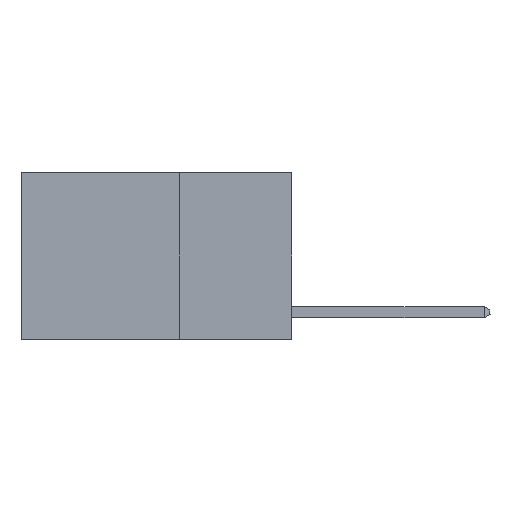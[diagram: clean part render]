
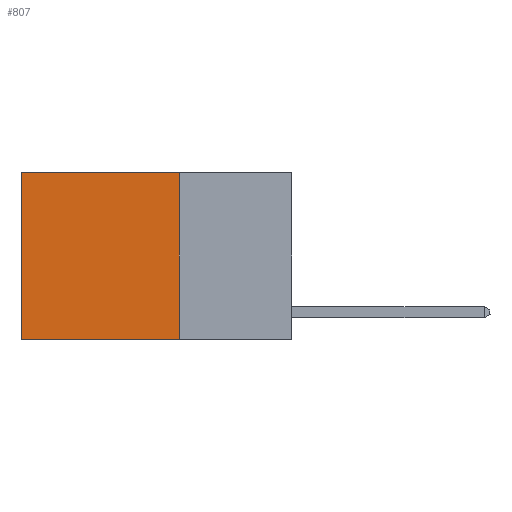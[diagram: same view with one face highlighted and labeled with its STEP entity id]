
A CAD part, left-side view. The second image highlights one B-rep face of the part: STEP entity #807.
In plain terms, the highlighted planar face has unit normal (-1, 0, 0).
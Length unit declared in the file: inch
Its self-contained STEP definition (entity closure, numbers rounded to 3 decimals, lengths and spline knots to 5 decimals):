
#355 = CARTESIAN_POINT ( 'NONE',  ( 0.2625, 0.25, -0.37 ) ) ;
#439 = EDGE_CURVE ( 'NONE', #13921, #12220, #20658, .T. ) ;
#807 = ADVANCED_FACE ( 'NONE', ( #13136 ), #20500, .F. ) ;
#1155 = AXIS2_PLACEMENT_3D ( 'NONE', #1630, #17044, #12011 ) ;
#1402 = VERTEX_POINT ( 'NONE', #20405 ) ;
#1630 = CARTESIAN_POINT ( 'NONE',  ( 0.2625, 0.25, 0. ) ) ;
#2306 = ORIENTED_EDGE ( 'NONE', *, *, #7772, .F. ) ;
#2372 = EDGE_LOOP ( 'NONE', ( #4816, #7836, #2306, #10529 ) ) ;
#3113 = LINE ( 'NONE', #17180, #7181 ) ;
#3949 = VECTOR ( 'NONE', #14032, 39.37008 ) ;
#4073 = DIRECTION ( 'NONE',  ( 0., 1., 0. ) ) ;
#4498 = VECTOR ( 'NONE', #16720, 39.37008 ) ;
#4510 = LINE ( 'NONE', #12415, #3949 ) ;
#4816 = ORIENTED_EDGE ( 'NONE', *, *, #14395, .T. ) ;
#4860 = CARTESIAN_POINT ( 'NONE',  ( 0.2625, 0.6, 0. ) ) ;
#5255 = DIRECTION ( 'NONE',  ( 0., 1., 0. ) ) ;
#6696 = CARTESIAN_POINT ( 'NONE',  ( 0.2625, 0.25, 0. ) ) ;
#7181 = VECTOR ( 'NONE', #5255, 39.37008 ) ;
#7588 = VECTOR ( 'NONE', #4073, 39.37008 ) ;
#7772 = EDGE_CURVE ( 'NONE', #13921, #20831, #4510, .T. ) ;
#7836 = ORIENTED_EDGE ( 'NONE', *, *, #17606, .F. ) ;
#10529 = ORIENTED_EDGE ( 'NONE', *, *, #439, .T. ) ;
#12011 = DIRECTION ( 'NONE',  ( 0., 0., -1. ) ) ;
#12220 = VERTEX_POINT ( 'NONE', #21075 ) ;
#12415 = CARTESIAN_POINT ( 'NONE',  ( 0.2625, 0.25, 0. ) ) ;
#13136 = FACE_OUTER_BOUND ( 'NONE', #2372, .T. ) ;
#13578 = LINE ( 'NONE', #4860, #4498 ) ;
#13921 = VERTEX_POINT ( 'NONE', #6696 ) ;
#14032 = DIRECTION ( 'NONE',  ( 0., 0., -1. ) ) ;
#14395 = EDGE_CURVE ( 'NONE', #12220, #1402, #13578, .T. ) ;
#16720 = DIRECTION ( 'NONE',  ( 0., 0., -1. ) ) ;
#17044 = DIRECTION ( 'NONE',  ( 1., 0., 0. ) ) ;
#17180 = CARTESIAN_POINT ( 'NONE',  ( 0.2625, 0.25, -0.37 ) ) ;
#17606 = EDGE_CURVE ( 'NONE', #20831, #1402, #3113, .T. ) ;
#17747 = CARTESIAN_POINT ( 'NONE',  ( 0.2625, 0.25, 0. ) ) ;
#20405 = CARTESIAN_POINT ( 'NONE',  ( 0.2625, 0.6, -0.37 ) ) ;
#20500 = PLANE ( 'NONE',  #1155 ) ;
#20658 = LINE ( 'NONE', #17747, #7588 ) ;
#20831 = VERTEX_POINT ( 'NONE', #355 ) ;
#21075 = CARTESIAN_POINT ( 'NONE',  ( 0.2625, 0.6, 0. ) ) ;
